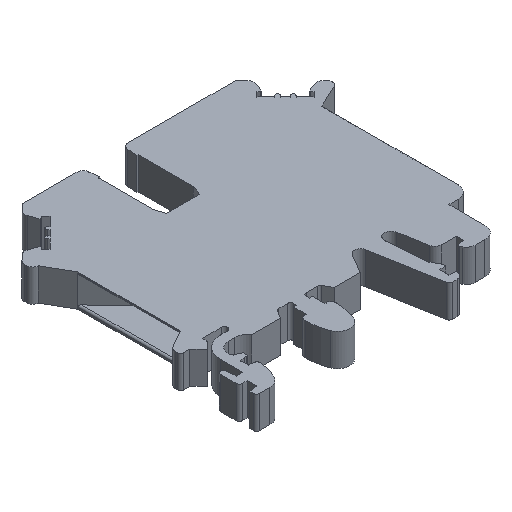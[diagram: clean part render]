
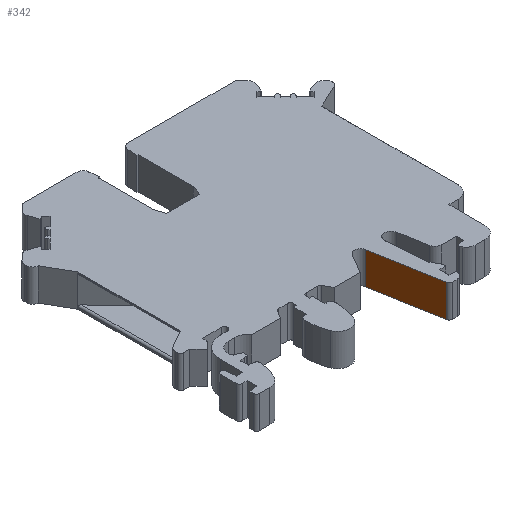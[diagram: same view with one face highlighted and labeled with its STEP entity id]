
A CAD part, isometric view. The second image highlights one B-rep face of the part: STEP entity #342.
In plain terms, the highlighted planar face has unit normal (-0.985, -0.174, 0).
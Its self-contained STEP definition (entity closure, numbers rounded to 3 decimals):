
#342=ADVANCED_FACE('',(#685),#508,.T.);
#508=PLANE('',#4510);
#685=FACE_OUTER_BOUND('',#899,.T.);
#899=EDGE_LOOP('',(#2907,#2908,#2909,#2910));
#1021=LINE('',#5933,#1475);
#1136=LINE('',#6260,#1590);
#1371=LINE('',#6835,#1825);
#1372=LINE('',#6837,#1826);
#1475=VECTOR('',#4702,1.);
#1590=VECTOR('',#4919,1.);
#1825=VECTOR('',#5526,1.);
#1826=VECTOR('',#5529,1.);
#2907=ORIENTED_EDGE('',*,*,#4158,.T.);
#2908=ORIENTED_EDGE('',*,*,#3700,.T.);
#2909=ORIENTED_EDGE('',*,*,#4159,.F.);
#2910=ORIENTED_EDGE('',*,*,#3863,.F.);
#3295=VERTEX_POINT('',#5932);
#3296=VERTEX_POINT('',#5934);
#3456=VERTEX_POINT('',#6259);
#3457=VERTEX_POINT('',#6261);
#3700=EDGE_CURVE('',#3296,#3295,#1021,.T.);
#3863=EDGE_CURVE('',#3456,#3457,#1136,.T.);
#4158=EDGE_CURVE('',#3456,#3296,#1371,.T.);
#4159=EDGE_CURVE('',#3457,#3295,#1372,.T.);
#4510=AXIS2_PLACEMENT_3D('',#6838,#5530,#5531);
#4702=DIRECTION('',(-0.174,0.985,0.));
#4919=DIRECTION('',(-0.174,0.985,0.));
#5526=DIRECTION('',(0.,0.,1.));
#5529=DIRECTION('',(0.,0.,1.));
#5530=DIRECTION('',(-0.985,-0.174,0.));
#5531=DIRECTION('',(-0.174,0.985,0.));
#5932=CARTESIAN_POINT('',(8.321,-7.586,-1.));
#5933=CARTESIAN_POINT('',(10.279,-18.687,-1.));
#5934=CARTESIAN_POINT('',(10.279,-18.687,-1.));
#6259=CARTESIAN_POINT('',(10.279,-18.687,-6.2));
#6260=CARTESIAN_POINT('',(10.279,-18.687,-6.2));
#6261=CARTESIAN_POINT('',(8.321,-7.586,-6.2));
#6835=CARTESIAN_POINT('',(10.279,-18.687,-6.2));
#6837=CARTESIAN_POINT('',(8.321,-7.586,-6.2));
#6838=CARTESIAN_POINT('',(10.279,-18.687,-6.2));
